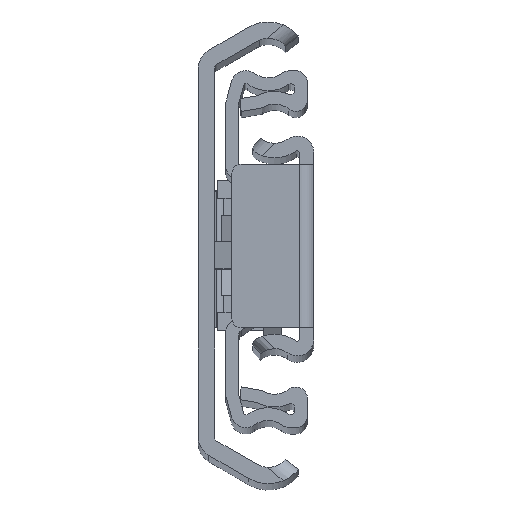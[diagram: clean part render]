
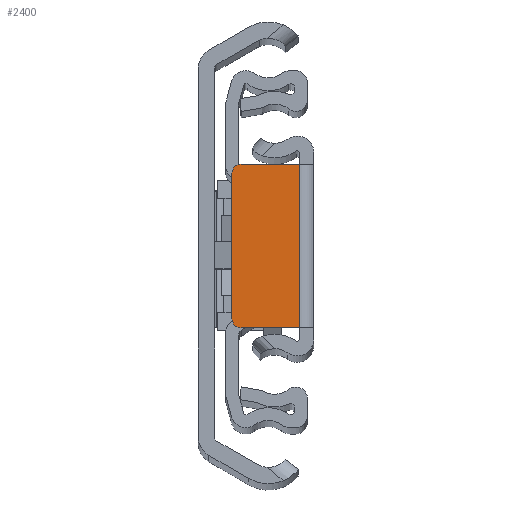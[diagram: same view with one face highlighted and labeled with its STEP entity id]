
A CAD part, top view. The second image highlights one B-rep face of the part: STEP entity #2400.
In plain terms, the highlighted planar face has unit normal (0, 0, 1).
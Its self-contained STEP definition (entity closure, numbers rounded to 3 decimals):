
#73 = CARTESIAN_POINT ( 'NONE',  ( 0., 9., 1.6 ) ) ;
#849 = CARTESIAN_POINT ( 'NONE',  ( -9., -8., 1.6 ) ) ;
#850 = EDGE_CURVE ( 'NONE', #4377, #4301, #8123, .T. ) ;
#975 = VECTOR ( 'NONE', #4402, 1000. ) ;
#1119 = DIRECTION ( 'NONE',  ( 0., 0., 1. ) ) ;
#1127 = DIRECTION ( 'NONE',  ( 0., 1., 0. ) ) ;
#1291 = VERTEX_POINT ( 'NONE', #8661 ) ;
#1447 = EDGE_CURVE ( 'NONE', #8924, #1291, #10851, .T. ) ;
#1816 = ORIENTED_EDGE ( 'NONE', *, *, #1447, .F. ) ;
#1958 = CARTESIAN_POINT ( 'NONE',  ( -8., 8., 1.6 ) ) ;
#2107 = DIRECTION ( 'NONE',  ( 0., 1., 0. ) ) ;
#2400 = ADVANCED_FACE ( 'NONE', ( #3693 ), #4603, .T. ) ;
#2454 = EDGE_CURVE ( 'NONE', #9162, #1291, #10047, .T. ) ;
#2795 = DIRECTION ( 'NONE',  ( 0., -1., 0. ) ) ;
#3048 = EDGE_CURVE ( 'NONE', #9162, #4301, #11267, .T. ) ;
#3693 = FACE_OUTER_BOUND ( 'NONE', #5004, .T. ) ;
#4017 = ORIENTED_EDGE ( 'NONE', *, *, #10795, .T. ) ;
#4259 = CARTESIAN_POINT ( 'NONE',  ( 0., 9., 1.6 ) ) ;
#4301 = VERTEX_POINT ( 'NONE', #7239 ) ;
#4377 = VERTEX_POINT ( 'NONE', #6341 ) ;
#4402 = DIRECTION ( 'NONE',  ( -1., 0., 0. ) ) ;
#4514 = VERTEX_POINT ( 'NONE', #8371 ) ;
#4603 = PLANE ( 'NONE',  #6179 ) ;
#4856 = AXIS2_PLACEMENT_3D ( 'NONE', #1958, #1119, #10390 ) ;
#5004 = EDGE_LOOP ( 'NONE', ( #6187, #6387, #1816, #4017, #6861, #11784 ) ) ;
#5338 = VECTOR ( 'NONE', #1127, 1000. ) ;
#5608 = CARTESIAN_POINT ( 'NONE',  ( -8., -8., 1.6 ) ) ;
#6179 = AXIS2_PLACEMENT_3D ( 'NONE', #73, #7350, #6453 ) ;
#6187 = ORIENTED_EDGE ( 'NONE', *, *, #3048, .F. ) ;
#6192 = CARTESIAN_POINT ( 'NONE',  ( 0., -9., 1.6 ) ) ;
#6341 = CARTESIAN_POINT ( 'NONE',  ( -8., 9., 1.6 ) ) ;
#6387 = ORIENTED_EDGE ( 'NONE', *, *, #2454, .T. ) ;
#6453 = DIRECTION ( 'NONE',  ( 0., -1., 0. ) ) ;
#6544 = EDGE_CURVE ( 'NONE', #4514, #4377, #9936, .T. ) ;
#6861 = ORIENTED_EDGE ( 'NONE', *, *, #6544, .T. ) ;
#7239 = CARTESIAN_POINT ( 'NONE',  ( -9., 8., 1.6 ) ) ;
#7326 = CARTESIAN_POINT ( 'NONE',  ( -1.6, 9., 1.6 ) ) ;
#7345 = CARTESIAN_POINT ( 'NONE',  ( -1.6, -9., 1.6 ) ) ;
#7350 = DIRECTION ( 'NONE',  ( 0., 0., 1. ) ) ;
#8123 = CIRCLE ( 'NONE', #4856, 1. ) ;
#8371 = CARTESIAN_POINT ( 'NONE',  ( -1.6, 9., 1.6 ) ) ;
#8661 = CARTESIAN_POINT ( 'NONE',  ( -8., -9., 1.6 ) ) ;
#8924 = VERTEX_POINT ( 'NONE', #7345 ) ;
#9147 = LINE ( 'NONE', #7326, #5338 ) ;
#9162 = VERTEX_POINT ( 'NONE', #849 ) ;
#9265 = AXIS2_PLACEMENT_3D ( 'NONE', #5608, #11048, #2795 ) ;
#9936 = LINE ( 'NONE', #4259, #11427 ) ;
#10047 = CIRCLE ( 'NONE', #9265, 1. ) ;
#10362 = CARTESIAN_POINT ( 'NONE',  ( -9., 0., 1.6 ) ) ;
#10390 = DIRECTION ( 'NONE',  ( 0., -1., 0. ) ) ;
#10795 = EDGE_CURVE ( 'NONE', #8924, #4514, #9147, .T. ) ;
#10841 = DIRECTION ( 'NONE',  ( -1., 0., 0. ) ) ;
#10848 = VECTOR ( 'NONE', #2107, 1000. ) ;
#10851 = LINE ( 'NONE', #6192, #975 ) ;
#11048 = DIRECTION ( 'NONE',  ( 0., 0., 1. ) ) ;
#11267 = LINE ( 'NONE', #10362, #10848 ) ;
#11427 = VECTOR ( 'NONE', #10841, 1000. ) ;
#11784 = ORIENTED_EDGE ( 'NONE', *, *, #850, .T. ) ;
